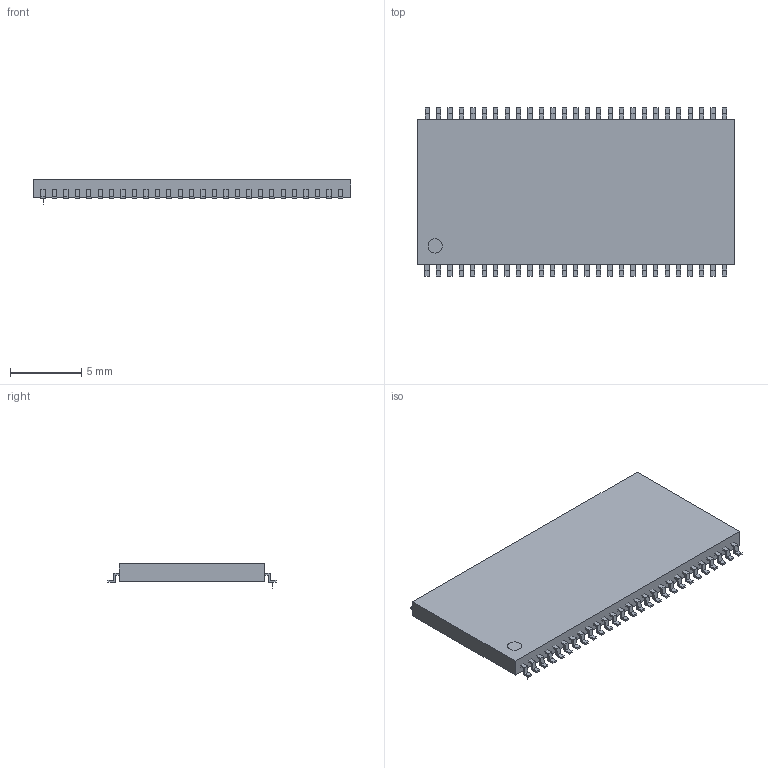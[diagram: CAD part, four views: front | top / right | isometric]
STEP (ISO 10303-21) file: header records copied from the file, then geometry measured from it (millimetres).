
FILE_DESCRIPTION (( 'STEP AP214' ), '1' );
FILE_NAME ('TSOP-54.STEP', '2021-12-08T12:02:26', ( '' ), ( '' ), 'SwSTEP 2.0', 'SolidWorks 2020', '' );
FILE_SCHEMA (( 'AUTOMOTIVE_DESIGN' ));
Length unit declared in the file: millimetre
Products named in the file (177): User Library-TSOP2-54-1_SW3dPS-TSOP2-54_352644049; User Library-TSOP2-54-1_SW3dPS-TSOP2-54_PINTSOP2-55; User Library-TSOP2-54-1_SW3dPS-TSOP2-54_Free-Models5; User Library-TSOP2-54-1_SW3dPS-TSOP2-54_Board4; User Library-TSOP2-54-1_SW3dPS-TSOP2-54_Extruded2; User Library-TSOP2-54-1_SW3dPS-TSOP2-54_Free-Models4; TSOP-54; User Library-TSOP2-54-1_SW3dPS-TSOP2-54_Cylinder1; User Library-TSOP2-54-1_SW3dPS-TSOP2-54_Board5; User Library-TSOP2-54-1_SW3dPS-TSOP2-54_352417473; User Library-TSOP2-54-1_SW3dPS-TSOP2-54_352638289; User Library-TSOP2-54-1_SW3dPS-TSOP2-54_Free-Models3; User Library-TSOP2-54-1_SW3dPS-TSOP2-54_BODYTSOP2-55; User Library-TSOP2-54-1_SW3dPS-TSOP2-54_TSOP2-55; User Library-TSOP2-54-1_SW3dPS-TSOP2-54_Board7; User Library-TSOP2-54-1_SW3dPS-TSOP2-54_Board6; User Library-TSOP2-54-1_SW3dPS-TSOP2-54_Extruded3; User Library-TSOP2-54-1_SW3dPS-TSOP2-54_Open CASCADE STEP translator 6.2 2.3
Assembly tree (282 placements, depth 8):
  TSOP-54
    User Library-TSOP2-54-1_SW3dPS-TSOP2-54_Board5
    User Library-TSOP2-54-1_SW3dPS-TSOP2-54_Open CASCADE STEP translator 6.2 2.3
      User Library-TSOP2-54-1_SW3dPS-TSOP2-54_TSOP2-55
        User Library-TSOP2-54-1_SW3dPS-TSOP2-54_Free-Models3
          User Library-TSOP2-54-1_SW3dPS-TSOP2-54_PINTSOP2-55
            User Library-TSOP2-54-1_SW3dPS-TSOP2-54_Free-Models5
              User Library-TSOP2-54-1_SW3dPS-TSOP2-54_352644049
                User Library-TSOP2-54-1_SW3dPS-TSOP2-54_Extruded2
            User Library-TSOP2-54-1_SW3dPS-TSOP2-54_Board4
          User Library-TSOP2-54-1_SW3dPS-TSOP2-54_PINTSOP2-55
            User Library-TSOP2-54-1_SW3dPS-TSOP2-54_Free-Models5
              User Library-TSOP2-54-1_SW3dPS-TSOP2-54_352644049
                User Library-TSOP2-54-1_SW3dPS-TSOP2-54_Extruded2
            User Library-TSOP2-54-1_SW3dPS-TSOP2-54_Board4
          User Library-TSOP2-54-1_SW3dPS-TSOP2-54_PINTSOP2-55
            User Library-TSOP2-54-1_SW3dPS-TSOP2-54_Free-Models5
              User Library-TSOP2-54-1_SW3dPS-TSOP2-54_352644049
                User Library-TSOP2-54-1_SW3dPS-TSOP2-54_Extruded2
            User Library-TSOP2-54-1_SW3dPS-TSOP2-54_Board4
          User Library-TSOP2-54-1_SW3dPS-TSOP2-54_PINTSOP2-55
            User Library-TSOP2-54-1_SW3dPS-TSOP2-54_Free-Models5
              User Library-TSOP2-54-1_SW3dPS-TSOP2-54_352644049
                User Library-TSOP2-54-1_SW3dPS-TSOP2-54_Extruded2
            User Library-TSOP2-54-1_SW3dPS-TSOP2-54_Board4
          User Library-TSOP2-54-1_SW3dPS-TSOP2-54_PINTSOP2-55
            User Library-TSOP2-54-1_SW3dPS-TSOP2-54_Free-Models5
              User Library-TSOP2-54-1_SW3dPS-TSOP2-54_352644049
                User Library-TSOP2-54-1_SW3dPS-TSOP2-54_Extruded2
            User Library-TSOP2-54-1_SW3dPS-TSOP2-54_Board4
          User Library-TSOP2-54-1_SW3dPS-TSOP2-54_PINTSOP2-55
            User Library-TSOP2-54-1_SW3dPS-TSOP2-54_Free-Models5
              User Library-TSOP2-54-1_SW3dPS-TSOP2-54_352644049
                User Library-TSOP2-54-1_SW3dPS-TSOP2-54_Extruded2
            User Library-TSOP2-54-1_SW3dPS-TSOP2-54_Board4
          User Library-TSOP2-54-1_SW3dPS-TSOP2-54_PINTSOP2-55
            User Library-TSOP2-54-1_SW3dPS-TSOP2-54_Free-Models5
              User Library-TSOP2-54-1_SW3dPS-TSOP2-54_352644049
                User Library-TSOP2-54-1_SW3dPS-TSOP2-54_Extruded2
            User Library-TSOP2-54-1_SW3dPS-TSOP2-54_Board4
          User Library-TSOP2-54-1_SW3dPS-TSOP2-54_BODYTSOP2-55
            User Library-TSOP2-54-1_SW3dPS-TSOP2-54_Free-Models4
              User Library-TSOP2-54-1_SW3dPS-TSOP2-54_352638289
                User Library-TSOP2-54-1_SW3dPS-TSOP2-54_Extruded3
            User Library-TSOP2-54-1_SW3dPS-TSOP2-54_Board7
          User Library-TSOP2-54-1_SW3dPS-TSOP2-54_PINTSOP2-55
            User Library-TSOP2-54-1_SW3dPS-TSOP2-54_Free-Models5
              User Library-TSOP2-54-1_SW3dPS-TSOP2-54_352644049
                User Library-TSOP2-54-1_SW3dPS-TSOP2-54_Extruded2
            User Library-TSOP2-54-1_SW3dPS-TSOP2-54_Board4
          User Library-TSOP2-54-1_SW3dPS-TSOP2-54_PINTSOP2-55
            User Library-TSOP2-54-1_SW3dPS-TSOP2-54_Free-Models5
              User Library-TSOP2-54-1_SW3dPS-TSOP2-54_352644049
                User Library-TSOP2-54-1_SW3dPS-TSOP2-54_Extruded2
            User Library-TSOP2-54-1_SW3dPS-TSOP2-54_Board4
          User Library-TSOP2-54-1_SW3dPS-TSOP2-54_PINTSOP2-55
            User Library-TSOP2-54-1_SW3dPS-TSOP2-54_Free-Models5
              User Library-TSOP2-54-1_SW3dPS-TSOP2-54_352644049
                User Library-TSOP2-54-1_SW3dPS-TSOP2-54_Extruded2
            User Library-TSOP2-54-1_SW3dPS-TSOP2-54_Board4
Bounding box: 22.22 x 11.76 x 1.7 mm (x, y, z)
Volume: 274.6 mm3; surface area: 614.7 mm2
Topology: 113 solids, 113 shells, 892 faces, 1998 edges, 1332 vertices
Faces by surface type: plane 890, cylinder 2
Entity records: 7194 total; most frequent: DIRECTION 1090, CARTESIAN_POINT 648, AXIS2_PLACEMENT_3D 502, PRODUCT_DEFINITION_SHAPE 459, APPLICATION_PROTOCOL_DEFINITION 354, APPLICATION_CONTEXT 354, ITEM_DEFINED_TRANSFORMATION 282, CONTEXT_DEPENDENT_SHAPE_REPRESENTATION 282
